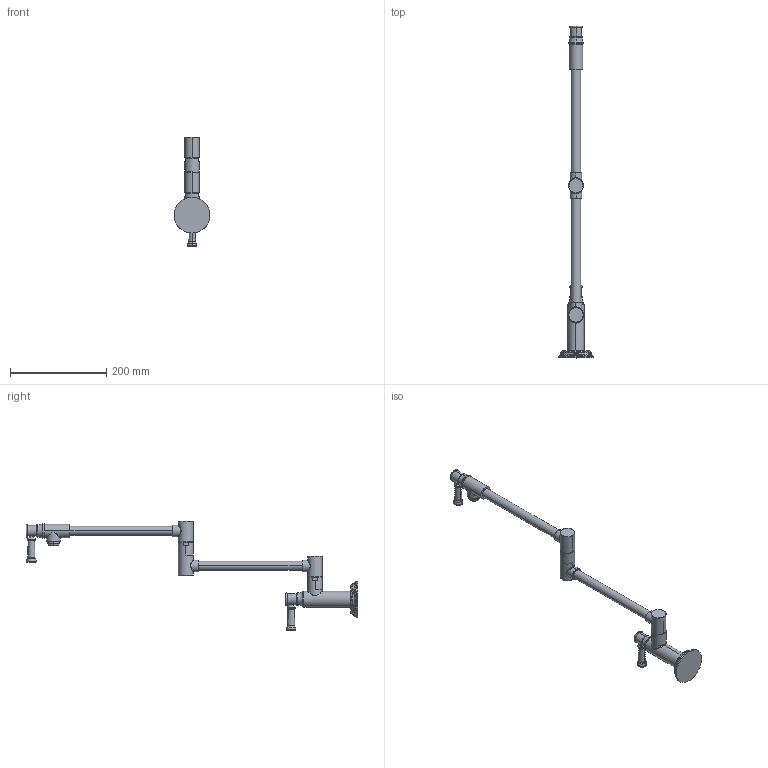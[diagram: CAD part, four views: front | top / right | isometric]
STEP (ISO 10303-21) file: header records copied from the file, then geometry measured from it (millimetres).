
FILE_DESCRIPTION((''),'2;1');
FILE_NAME('3210-5503','2020-12-01T13:59:13',('jinson.thomas'),(''),'CREO PARAMETRIC BY PTC INC, 2018400','CREO PARAMETRIC BY PTC INC, 2018400','');
FILE_SCHEMA(('CONFIG_CONTROL_DESIGN'));
Length unit declared in the file: inch
Products named in the file (1): 3210-5503
Bounding box: 74.17 x 689.33 x 227.24 mm (x, y, z)
Volume: 511347.7 mm3; surface area: 89625 mm2
Topology: 1 solids, 1 shells, 358 faces, 783 edges, 450 vertices
Faces by surface type: bspline 156, torus 72, cylinder 66, plane 46, cone 14, revolution 4
Entity records: 20522 total; most frequent: CARTESIAN_POINT 13483, ORIENTED_EDGE 1566, DIRECTION 1352, EDGE_CURVE 783, AXIS2_PLACEMENT_3D 627, VERTEX_POINT 450, CIRCLE 429, EDGE_LOOP 381
